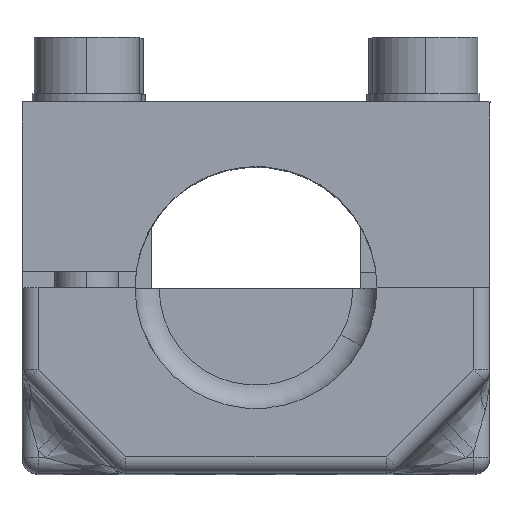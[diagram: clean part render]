
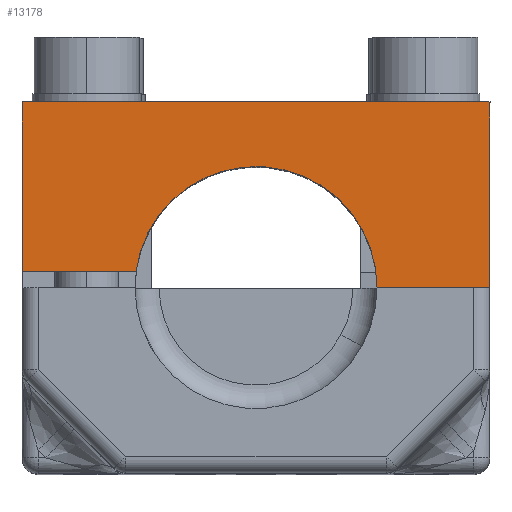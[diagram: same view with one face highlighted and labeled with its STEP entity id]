
A CAD part, top view. The second image highlights one B-rep face of the part: STEP entity #13178.
In plain terms, the highlighted planar face has unit normal (0, 0, 1).
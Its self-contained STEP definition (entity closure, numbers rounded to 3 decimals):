
#11904=CARTESIAN_POINT('Vertex',(15.,0.,28.)) ;
#11907=CARTESIAN_POINT('Axis2P3D Location',(0.,0.,28.)) ;
#11911=CARTESIAN_POINT('Vertex',(-14.866,2.,28.)) ;
#13102=CARTESIAN_POINT('Line Origine',(-21.933,2.,28.)) ;
#13106=CARTESIAN_POINT('Vertex',(-29.,2.,28.)) ;
#13139=CARTESIAN_POINT('Axis2P3D Location',(0.,0.,28.)) ;
#13144=CARTESIAN_POINT('Line Origine',(22.,0.,28.)) ;
#13148=CARTESIAN_POINT('Vertex',(29.,0.,28.)) ;
#13151=CARTESIAN_POINT('Line Origine',(29.,11.5,28.)) ;
#13155=CARTESIAN_POINT('Vertex',(29.,23.,28.)) ;
#13158=CARTESIAN_POINT('Line Origine',(0.,23.,28.)) ;
#13162=CARTESIAN_POINT('Vertex',(-29.,23.,28.)) ;
#13165=CARTESIAN_POINT('Line Origine',(-29.,12.5,28.)) ;
#11908=DIRECTION('Axis2P3D Direction',(0.,0.,-1.)) ;
#13103=DIRECTION('Vector Direction',(1.,0.,0.)) ;
#13140=DIRECTION('Axis2P3D Direction',(0.,0.,-1.)) ;
#13141=DIRECTION('Axis2P3D XDirection',(0.,1.,0.)) ;
#13145=DIRECTION('Vector Direction',(1.,0.,0.)) ;
#13152=DIRECTION('Vector Direction',(0.,1.,0.)) ;
#13159=DIRECTION('Vector Direction',(-1.,0.,0.)) ;
#13166=DIRECTION('Vector Direction',(0.,-1.,0.)) ;
#11909=AXIS2_PLACEMENT_3D('Circle Axis2P3D',#11907,#11908,$) ;
#13142=AXIS2_PLACEMENT_3D('Plane Axis2P3D',#13139,#13140,#13141) ;
#13171=ORIENTED_EDGE('',*,*,#11913,.F.) ;
#13172=ORIENTED_EDGE('',*,*,#13150,.F.) ;
#13173=ORIENTED_EDGE('',*,*,#13157,.F.) ;
#13174=ORIENTED_EDGE('',*,*,#13164,.F.) ;
#13175=ORIENTED_EDGE('',*,*,#13169,.F.) ;
#13176=ORIENTED_EDGE('',*,*,#13108,.F.) ;
#13104=VECTOR('Line Direction',#13103,1.) ;
#13146=VECTOR('Line Direction',#13145,1.) ;
#13153=VECTOR('Line Direction',#13152,1.) ;
#13160=VECTOR('Line Direction',#13159,1.) ;
#13167=VECTOR('Line Direction',#13166,1.) ;
#13178=ADVANCED_FACE('5251851__A__1__A_EGT205_Schelle_RD30.1\\5251851__3401__EGT205_Schelle_RD30.1\\PartBody',(#13177),#13143,.F.) ;
#11910=CIRCLE('generated circle',#11909,15.) ;
#11913=EDGE_CURVE('',#11905,#11912,#11910,.F.) ;
#13108=EDGE_CURVE('',#11912,#13107,#13105,.F.) ;
#13150=EDGE_CURVE('',#13149,#11905,#13147,.F.) ;
#13157=EDGE_CURVE('',#13156,#13149,#13154,.F.) ;
#13164=EDGE_CURVE('',#13163,#13156,#13161,.F.) ;
#13169=EDGE_CURVE('',#13107,#13163,#13168,.F.) ;
#13170=EDGE_LOOP('',(#13171,#13172,#13173,#13174,#13175,#13176)) ;
#13177=FACE_OUTER_BOUND('',#13170,.T.) ;
#13105=LINE('Line',#13102,#13104) ;
#13147=LINE('Line',#13144,#13146) ;
#13154=LINE('Line',#13151,#13153) ;
#13161=LINE('Line',#13158,#13160) ;
#13168=LINE('Line',#13165,#13167) ;
#13143=PLANE('',#13142) ;
#11905=VERTEX_POINT('',#11904) ;
#11912=VERTEX_POINT('',#11911) ;
#13107=VERTEX_POINT('',#13106) ;
#13149=VERTEX_POINT('',#13148) ;
#13156=VERTEX_POINT('',#13155) ;
#13163=VERTEX_POINT('',#13162) ;
